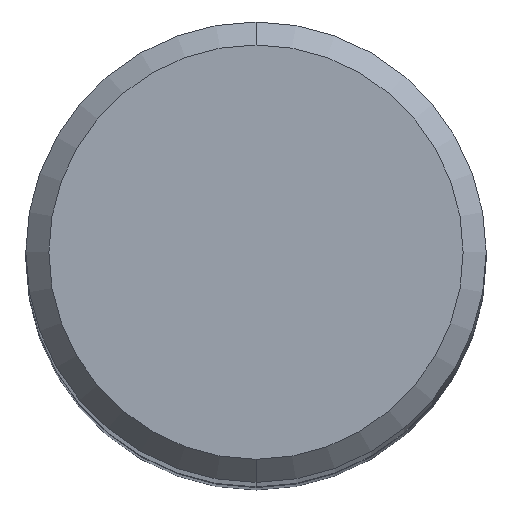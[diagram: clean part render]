
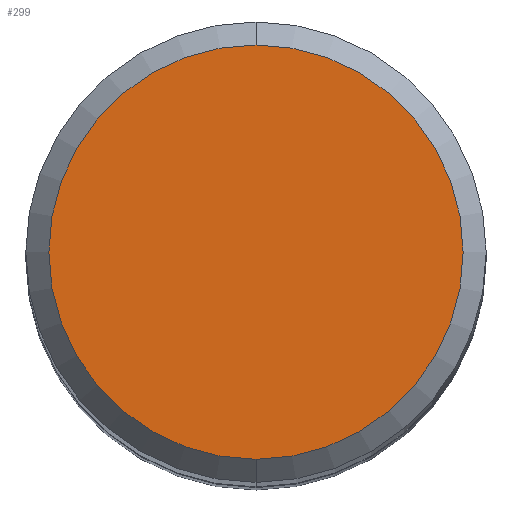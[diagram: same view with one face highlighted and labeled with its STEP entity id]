
A CAD part, top view. The second image highlights one B-rep face of the part: STEP entity #299.
In plain terms, the highlighted planar face has unit normal (0, 0, 1).
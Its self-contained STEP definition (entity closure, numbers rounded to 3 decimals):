
#251=EDGE_CURVE('',#569,#445,#641,.T.);
#299=ADVANCED_FACE('',(#695),#696,.T.);
#445=VERTEX_POINT('',#858);
#569=VERTEX_POINT('',#996);
#581=EDGE_CURVE('',#445,#569,#1008,.T.);
#641=CIRCLE('',#1136,4.5);
#695=FACE_OUTER_BOUND('',#1209,.T.);
#696=PLANE('',#1210);
#858=CARTESIAN_POINT('',(0.0,4.5,0.0));
#996=CARTESIAN_POINT('',(0.,-4.5,0.0));
#1008=CIRCLE('',#1804,4.5);
#1136=AXIS2_PLACEMENT_3D('',#1838,#1839,#1840);
#1209=EDGE_LOOP('',(#1911,#1912));
#1210=AXIS2_PLACEMENT_3D('',#1913,#1914,#1915);
#1804=AXIS2_PLACEMENT_3D('',#2278,#2279,#2280);
#1838=CARTESIAN_POINT('',(0.0,0.0,0.0));
#1839=DIRECTION('',(0.0,0.0,-1.0));
#1840=DIRECTION('',(0.0,1.0,0.0));
#1911=ORIENTED_EDGE('',*,*,#581,.F.);
#1912=ORIENTED_EDGE('',*,*,#251,.F.);
#1913=CARTESIAN_POINT('',(0.0,2.25,0.0));
#1914=DIRECTION('',(-0.0,0.0,1.0));
#1915=DIRECTION('',(0.0,-1.0,0.0));
#2278=CARTESIAN_POINT('',(0.0,0.0,0.0));
#2279=DIRECTION('',(0.0,0.0,-1.0));
#2280=DIRECTION('',(0.0,1.0,0.0));
